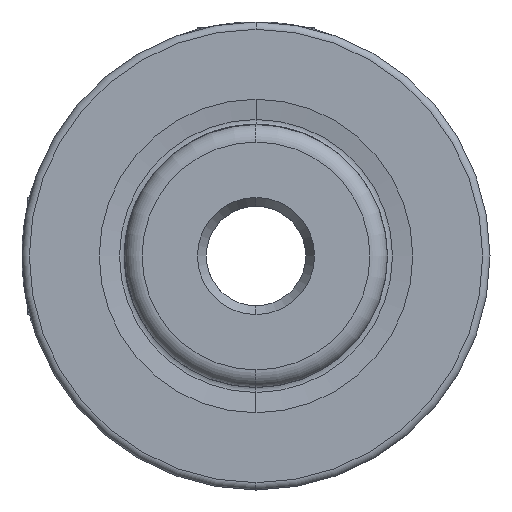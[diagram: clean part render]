
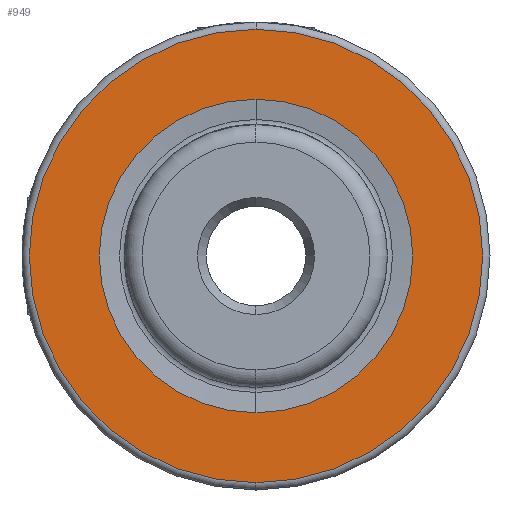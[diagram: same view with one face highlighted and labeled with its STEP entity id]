
A CAD part, left-side view. The second image highlights one B-rep face of the part: STEP entity #949.
In plain terms, the highlighted planar face has unit normal (-1, 0, 0).
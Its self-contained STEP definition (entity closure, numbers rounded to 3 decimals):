
#132 = ORIENTED_EDGE ( 'NONE', *, *, #1300, .T. ) ;
#204 = CARTESIAN_POINT ( 'NONE',  ( 0., 0., 10.715 ) ) ;
#311 = PLANE ( 'NONE',  #943 ) ;
#330 = CARTESIAN_POINT ( 'NONE',  ( 0., 0., -10.715 ) ) ;
#354 = DIRECTION ( 'NONE',  ( -1., 0., 0. ) ) ;
#369 = AXIS2_PLACEMENT_3D ( 'NONE', #520, #2232, #774 ) ;
#379 = DIRECTION ( 'NONE',  ( -1., 0., 0. ) ) ;
#412 = AXIS2_PLACEMENT_3D ( 'NONE', #1867, #379, #2103 ) ;
#520 = CARTESIAN_POINT ( 'NONE',  ( 0., 0., 0. ) ) ;
#585 = CARTESIAN_POINT ( 'NONE',  ( 0., 10.715, 0. ) ) ;
#705 = DIRECTION ( 'NONE',  ( -1., 0., 0. ) ) ;
#717 = EDGE_CURVE ( 'NONE', #3123, #1108, #2978, .T. ) ;
#742 = CIRCLE ( 'NONE', #2757, 10.715 ) ;
#774 = DIRECTION ( 'NONE',  ( 0., 0., 1. ) ) ;
#932 = AXIS2_PLACEMENT_3D ( 'NONE', #1841, #354, #2077 ) ;
#943 = AXIS2_PLACEMENT_3D ( 'NONE', #585, #2519, #2527 ) ;
#949 = ADVANCED_FACE ( 'NONE', ( #2313, #1747 ), #311, .F. ) ;
#1108 = VERTEX_POINT ( 'NONE', #1448 ) ;
#1300 = EDGE_CURVE ( 'NONE', #1108, #3123, #2745, .T. ) ;
#1319 = ORIENTED_EDGE ( 'NONE', *, *, #2063, .F. ) ;
#1325 = CARTESIAN_POINT ( 'NONE',  ( 0., 0., -15.5 ) ) ;
#1448 = CARTESIAN_POINT ( 'NONE',  ( 0., 0., 15.5 ) ) ;
#1747 = FACE_OUTER_BOUND ( 'NONE', #2056, .T. ) ;
#1802 = ORIENTED_EDGE ( 'NONE', *, *, #2252, .F. ) ;
#1841 = CARTESIAN_POINT ( 'NONE',  ( 0., 0., 0. ) ) ;
#1867 = CARTESIAN_POINT ( 'NONE',  ( 0., 0., 0. ) ) ;
#1893 = CIRCLE ( 'NONE', #412, 10.715 ) ;
#2056 = EDGE_LOOP ( 'NONE', ( #132, #2586 ) ) ;
#2063 = EDGE_CURVE ( 'NONE', #2240, #2948, #742, .T. ) ;
#2077 = DIRECTION ( 'NONE',  ( 0., 0., 1. ) ) ;
#2103 = DIRECTION ( 'NONE',  ( 0., 0., 1. ) ) ;
#2162 = CARTESIAN_POINT ( 'NONE',  ( 0., 0., 0. ) ) ;
#2209 = EDGE_LOOP ( 'NONE', ( #1802, #1319 ) ) ;
#2232 = DIRECTION ( 'NONE',  ( -1., 0., 0. ) ) ;
#2240 = VERTEX_POINT ( 'NONE', #330 ) ;
#2252 = EDGE_CURVE ( 'NONE', #2948, #2240, #1893, .T. ) ;
#2313 = FACE_BOUND ( 'NONE', #2209, .T. ) ;
#2414 = DIRECTION ( 'NONE',  ( 0., 0., 1. ) ) ;
#2519 = DIRECTION ( 'NONE',  ( 1., 0., 0. ) ) ;
#2527 = DIRECTION ( 'NONE',  ( 0., 0., -1. ) ) ;
#2586 = ORIENTED_EDGE ( 'NONE', *, *, #717, .T. ) ;
#2745 = CIRCLE ( 'NONE', #369, 15.5 ) ;
#2757 = AXIS2_PLACEMENT_3D ( 'NONE', #2162, #705, #2414 ) ;
#2948 = VERTEX_POINT ( 'NONE', #204 ) ;
#2978 = CIRCLE ( 'NONE', #932, 15.5 ) ;
#3123 = VERTEX_POINT ( 'NONE', #1325 ) ;
